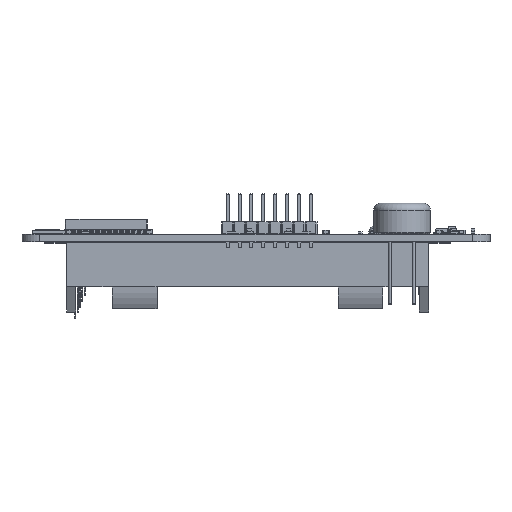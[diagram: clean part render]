
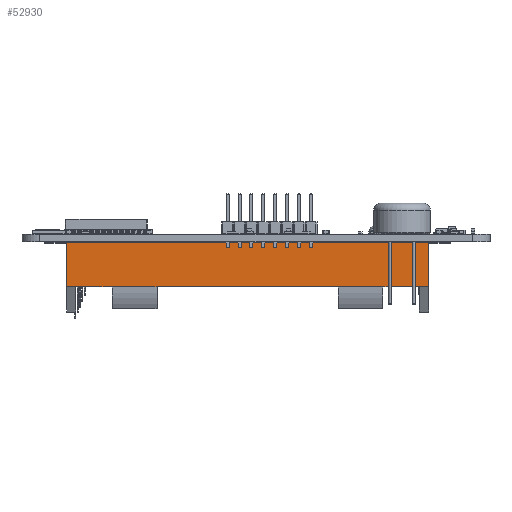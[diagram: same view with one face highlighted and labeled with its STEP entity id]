
A CAD part, front view. The second image highlights one B-rep face of the part: STEP entity #52930.
In plain terms, the highlighted planar face has unit normal (0, -1, 0).
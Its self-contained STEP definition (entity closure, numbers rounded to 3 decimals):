
#52270 = EDGE_CURVE('',#52271,#52273,#52275,.T.);
#52271 = VERTEX_POINT('',#52272);
#52272 = CARTESIAN_POINT('',(38.525,-10.325,0.1));
#52273 = VERTEX_POINT('',#52274);
#52274 = CARTESIAN_POINT('',(38.525,-10.325,9.6));
#52275 = LINE('',#52276,#52277);
#52276 = CARTESIAN_POINT('',(38.525,-10.325,0.1));
#52277 = VECTOR('',#52278,1.);
#52278 = DIRECTION('',(0.,0.,1.));
#52450 = VERTEX_POINT('',#52451);
#52451 = CARTESIAN_POINT('',(-38.525,-10.325,0.1));
#52457 = EDGE_CURVE('',#52450,#52458,#52460,.T.);
#52458 = VERTEX_POINT('',#52459);
#52459 = CARTESIAN_POINT('',(-38.525,-10.325,9.6));
#52460 = LINE('',#52461,#52462);
#52461 = CARTESIAN_POINT('',(-38.525,-10.325,0.1));
#52462 = VECTOR('',#52463,1.);
#52463 = DIRECTION('',(0.,0.,1.));
#52585 = EDGE_CURVE('',#52450,#52271,#52586,.T.);
#52586 = LINE('',#52587,#52588);
#52587 = CARTESIAN_POINT('',(-38.525,-10.325,0.1));
#52588 = VECTOR('',#52589,1.);
#52589 = DIRECTION('',(1.,0.,0.));
#52734 = EDGE_CURVE('',#52458,#52735,#52737,.T.);
#52735 = VERTEX_POINT('',#52736);
#52736 = CARTESIAN_POINT('',(-28.82,-10.325,9.6));
#52737 = LINE('',#52738,#52739);
#52738 = CARTESIAN_POINT('',(-38.525,-10.325,9.6));
#52739 = VECTOR('',#52740,1.);
#52740 = DIRECTION('',(1.,0.,0.));
#52759 = VERTEX_POINT('',#52760);
#52760 = CARTESIAN_POINT('',(-19.263,-10.325,9.6));
#52766 = EDGE_CURVE('',#52759,#52767,#52769,.T.);
#52767 = VERTEX_POINT('',#52768);
#52768 = CARTESIAN_POINT('',(19.263,-10.325,9.6));
#52769 = LINE('',#52770,#52771);
#52770 = CARTESIAN_POINT('',(-38.525,-10.325,9.6));
#52771 = VECTOR('',#52772,1.);
#52772 = DIRECTION('',(1.,0.,0.));
#52791 = VERTEX_POINT('',#52792);
#52792 = CARTESIAN_POINT('',(28.82,-10.325,9.6));
#52798 = EDGE_CURVE('',#52791,#52273,#52799,.T.);
#52799 = LINE('',#52800,#52801);
#52800 = CARTESIAN_POINT('',(-38.525,-10.325,9.6));
#52801 = VECTOR('',#52802,1.);
#52802 = DIRECTION('',(1.,0.,0.));
#52930 = ADVANCED_FACE('',(#52931),#52951,.F.);
#52931 = FACE_BOUND('',#52932,.F.);
#52932 = EDGE_LOOP('',(#52933,#52934,#52935,#52936,#52942,#52943,#52949,
    #52950));
#52933 = ORIENTED_EDGE('',*,*,#52585,.F.);
#52934 = ORIENTED_EDGE('',*,*,#52457,.T.);
#52935 = ORIENTED_EDGE('',*,*,#52734,.T.);
#52936 = ORIENTED_EDGE('',*,*,#52937,.T.);
#52937 = EDGE_CURVE('',#52735,#52759,#52938,.T.);
#52938 = LINE('',#52939,#52940);
#52939 = CARTESIAN_POINT('',(-38.525,-10.325,9.6));
#52940 = VECTOR('',#52941,1.);
#52941 = DIRECTION('',(1.,0.,0.));
#52942 = ORIENTED_EDGE('',*,*,#52766,.T.);
#52943 = ORIENTED_EDGE('',*,*,#52944,.T.);
#52944 = EDGE_CURVE('',#52767,#52791,#52945,.T.);
#52945 = LINE('',#52946,#52947);
#52946 = CARTESIAN_POINT('',(-38.525,-10.325,9.6));
#52947 = VECTOR('',#52948,1.);
#52948 = DIRECTION('',(1.,0.,0.));
#52949 = ORIENTED_EDGE('',*,*,#52798,.T.);
#52950 = ORIENTED_EDGE('',*,*,#52270,.F.);
#52951 = PLANE('',#52952);
#52952 = AXIS2_PLACEMENT_3D('',#52953,#52954,#52955);
#52953 = CARTESIAN_POINT('',(-38.525,-10.325,0.1));
#52954 = DIRECTION('',(0.,1.,0.));
#52955 = DIRECTION('',(1.,0.,0.));
